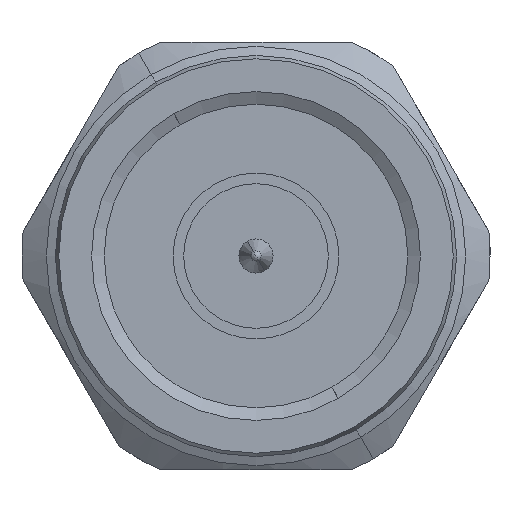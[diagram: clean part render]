
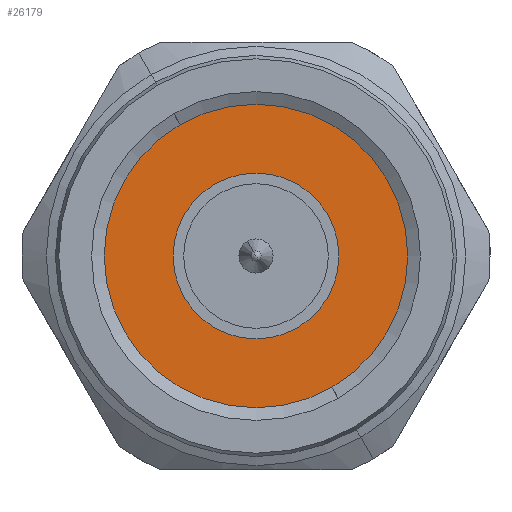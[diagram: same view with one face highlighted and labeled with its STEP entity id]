
A CAD part, left-side view. The second image highlights one B-rep face of the part: STEP entity #26179.
In plain terms, the highlighted planar face has unit normal (-1, 0, 0).
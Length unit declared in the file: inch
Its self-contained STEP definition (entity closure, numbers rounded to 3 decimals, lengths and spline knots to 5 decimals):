
#261 = CIRCLE ( 'NONE', #22495, 0.15748 ) ;
#285 = ORIENTED_EDGE ( 'NONE', *, *, #25610, .F. ) ;
#330 = FACE_OUTER_BOUND ( 'NONE', #14073, .T. ) ;
#668 = CARTESIAN_POINT ( 'NONE',  ( 0.41653, -0.34395, 0. ) ) ;
#1184 = DIRECTION ( 'NONE',  ( 1., 0., 0. ) ) ;
#2409 = DIRECTION ( 'NONE',  ( 1., 0., 0. ) ) ;
#3496 = DIRECTION ( 'NONE',  ( 0., 1., 0. ) ) ;
#4256 = AXIS2_PLACEMENT_3D ( 'NONE', #27049, #12682, #6525 ) ;
#5010 = ORIENTED_EDGE ( 'NONE', *, *, #20947, .T. ) ;
#6023 = CIRCLE ( 'NONE', #4256, 0.15748 ) ;
#6421 = EDGE_CURVE ( 'NONE', #25647, #15449, #261, .T. ) ;
#6488 = DIRECTION ( 'NONE',  ( -1., 0., 0. ) ) ;
#6524 = CARTESIAN_POINT ( 'NONE',  ( 0.41653, 0.15748, 0. ) ) ;
#6525 = DIRECTION ( 'NONE',  ( 0., 1., 0. ) ) ;
#8302 = EDGE_LOOP ( 'NONE', ( #20336, #5010 ) ) ;
#8675 = DIRECTION ( 'NONE',  ( 0., -1., 0. ) ) ;
#9175 = CARTESIAN_POINT ( 'NONE',  ( 0.41653, 0., 0. ) ) ;
#9633 = AXIS2_PLACEMENT_3D ( 'NONE', #19483, #6488, #8675 ) ;
#9793 = EDGE_CURVE ( 'NONE', #15349, #24385, #26961, .T. ) ;
#10671 = DIRECTION ( 'NONE',  ( 0., 1., 0. ) ) ;
#12546 = AXIS2_PLACEMENT_3D ( 'NONE', #9175, #17538, #10671 ) ;
#12682 = DIRECTION ( 'NONE',  ( 1., 0., 0. ) ) ;
#14073 = EDGE_LOOP ( 'NONE', ( #14834, #285 ) ) ;
#14834 = ORIENTED_EDGE ( 'NONE', *, *, #9793, .F. ) ;
#14844 = PLANE ( 'NONE',  #9633 ) ;
#15349 = VERTEX_POINT ( 'NONE', #26750 ) ;
#15449 = VERTEX_POINT ( 'NONE', #18693 ) ;
#16924 = CARTESIAN_POINT ( 'NONE',  ( 0.41653, 0., 0. ) ) ;
#17538 = DIRECTION ( 'NONE',  ( 1., 0., 0. ) ) ;
#18693 = CARTESIAN_POINT ( 'NONE',  ( 0.41653, -0.15748, 0. ) ) ;
#18785 = CIRCLE ( 'NONE', #22283, 0.34395 ) ;
#19349 = FACE_BOUND ( 'NONE', #8302, .T. ) ;
#19483 = CARTESIAN_POINT ( 'NONE',  ( 0.41653, 0.34395, 0. ) ) ;
#20336 = ORIENTED_EDGE ( 'NONE', *, *, #6421, .T. ) ;
#20447 = CARTESIAN_POINT ( 'NONE',  ( 0.41653, 0., 0. ) ) ;
#20947 = EDGE_CURVE ( 'NONE', #15449, #25647, #6023, .T. ) ;
#22283 = AXIS2_PLACEMENT_3D ( 'NONE', #16924, #2409, #25660 ) ;
#22495 = AXIS2_PLACEMENT_3D ( 'NONE', #20447, #1184, #3496 ) ;
#24385 = VERTEX_POINT ( 'NONE', #668 ) ;
#25610 = EDGE_CURVE ( 'NONE', #24385, #15349, #18785, .T. ) ;
#25647 = VERTEX_POINT ( 'NONE', #6524 ) ;
#25660 = DIRECTION ( 'NONE',  ( 0., 1., 0. ) ) ;
#26179 = ADVANCED_FACE ( 'NONE', ( #19349, #330 ), #14844, .T. ) ;
#26750 = CARTESIAN_POINT ( 'NONE',  ( 0.41653, 0.34395, 0. ) ) ;
#26961 = CIRCLE ( 'NONE', #12546, 0.34395 ) ;
#27049 = CARTESIAN_POINT ( 'NONE',  ( 0.41653, 0., 0. ) ) ;
